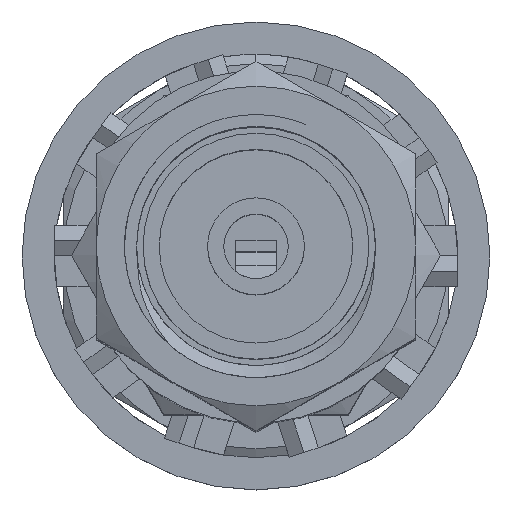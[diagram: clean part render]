
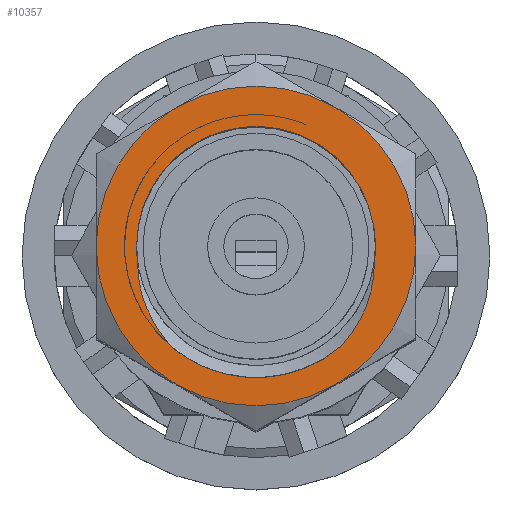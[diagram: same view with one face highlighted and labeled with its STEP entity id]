
A CAD part, top view. The second image highlights one B-rep face of the part: STEP entity #10357.
In plain terms, the highlighted planar face has unit normal (0, 0, 1).
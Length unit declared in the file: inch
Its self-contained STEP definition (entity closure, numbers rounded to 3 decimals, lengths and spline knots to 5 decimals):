
#105 = CARTESIAN_POINT ( 'NONE',  ( -0.04185, -0.04865, 0.50984 ) ) ;
#189 = VERTEX_POINT ( 'NONE', #9684 ) ;
#198 = FACE_OUTER_BOUND ( 'NONE', #2181, .T. ) ;
#250 = ORIENTED_EDGE ( 'NONE', *, *, #676, .T. ) ;
#259 = VERTEX_POINT ( 'NONE', #7529 ) ;
#306 = DIRECTION ( 'NONE',  ( 1., 0., 0. ) ) ;
#330 = EDGE_LOOP ( 'NONE', ( #9846, #3837, #8846, #8764, #1848, #8800 ) ) ;
#553 = VERTEX_POINT ( 'NONE', #9237 ) ;
#676 = EDGE_CURVE ( 'NONE', #9138, #259, #7026, .T. ) ;
#818 = AXIS2_PLACEMENT_3D ( 'NONE', #8048, #11960, #8173 ) ;
#942 = CIRCLE ( 'NONE', #2368, 0.05827 ) ;
#1073 = VERTEX_POINT ( 'NONE', #5174 ) ;
#1271 = CARTESIAN_POINT ( 'NONE',  ( 0., 0., 0.50984 ) ) ;
#1387 = DIRECTION ( 'NONE',  ( 0., 0., 1. ) ) ;
#1510 = DIRECTION ( 'NONE',  ( 1., 0., 0. ) ) ;
#1599 = CARTESIAN_POINT ( 'NONE',  ( -0.04185, -0.04865, 0.50984 ) ) ;
#1642 = EDGE_CURVE ( 'NONE', #1073, #189, #942, .T. ) ;
#1848 = ORIENTED_EDGE ( 'NONE', *, *, #9490, .F. ) ;
#1931 = EDGE_CURVE ( 'NONE', #6628, #5192, #11543, .T. ) ;
#1973 = CIRCLE ( 'NONE', #11542, 0.078 ) ;
#2175 = DIRECTION ( 'NONE',  ( 0., 0., 1. ) ) ;
#2181 = EDGE_LOOP ( 'NONE', ( #250, #6039, #8571, #10923, #8799, #7788 ) ) ;
#2278 = AXIS2_PLACEMENT_3D ( 'NONE', #7367, #4483, #1510 ) ;
#2309 = B_SPLINE_CURVE_WITH_KNOTS ( 'NONE', 3,
 ( #12256, #2616, #10330, #12443, #5660, #5537, #7513, #12379, #3505, #1599 ),
 .UNSPECIFIED., .F., .F.,
 ( 4, 2, 2, 2, 4 ),
 ( 0., 0.00058, 0.00116, 0.00174, 0.00232 ),
 .UNSPECIFIED. ) ;
#2362 = AXIS2_PLACEMENT_3D ( 'NONE', #4328, #7276, #12511 ) ;
#2368 = AXIS2_PLACEMENT_3D ( 'NONE', #2815, #9752, #6804 ) ;
#2616 = CARTESIAN_POINT ( 'NONE',  ( 0.03604, -0.05364, 0.50984 ) ) ;
#2815 = CARTESIAN_POINT ( 'NONE',  ( 0., 0., 0.50984 ) ) ;
#2856 = VERTEX_POINT ( 'NONE', #11142 ) ;
#3126 = PLANE ( 'NONE',  #5085 ) ;
#3134 = AXIS2_PLACEMENT_3D ( 'NONE', #11037, #7259, #10060 ) ;
#3149 = CIRCLE ( 'NONE', #12527, 0.078 ) ;
#3202 = CARTESIAN_POINT ( 'NONE',  ( -0.04185, -0.04865, 0.50984 ) ) ;
#3210 = CARTESIAN_POINT ( 'NONE',  ( 0.05791, -0.01508, 0.50984 ) ) ;
#3294 = CARTESIAN_POINT ( 'NONE',  ( -0.039, -0.06755, 0.50984 ) ) ;
#3321 = CARTESIAN_POINT ( 'NONE',  ( -0.0469, -0.043, 0.50984 ) ) ;
#3387 = CARTESIAN_POINT ( 'NONE',  ( -0.0565, -0.02261, 0.50984 ) ) ;
#3402 = VERTEX_POINT ( 'NONE', #12207 ) ;
#3505 = CARTESIAN_POINT ( 'NONE',  ( -0.03604, -0.05364, 0.50984 ) ) ;
#3724 = EDGE_CURVE ( 'NONE', #189, #2856, #6181, .T. ) ;
#3837 = ORIENTED_EDGE ( 'NONE', *, *, #9032, .T. ) ;
#3958 = DIRECTION ( 'NONE',  ( 1., 0., 0. ) ) ;
#4021 = CIRCLE ( 'NONE', #11160, 0.078 ) ;
#4161 = CARTESIAN_POINT ( 'NONE',  ( 0.05649, -0.02263, 0.50984 ) ) ;
#4285 = CARTESIAN_POINT ( 'NONE',  ( 0.05093, -0.03652, 0.50984 ) ) ;
#4328 = CARTESIAN_POINT ( 'NONE',  ( 0., 0., 0.50984 ) ) ;
#4483 = DIRECTION ( 'NONE',  ( 0., 0., 1. ) ) ;
#4595 = AXIS2_PLACEMENT_3D ( 'NONE', #5095, #8983, #8029 ) ;
#4852 = B_SPLINE_CURVE_WITH_KNOTS ( 'NONE', 3,
 ( #6075, #3210, #4161, #4285, #7098, #10027 ),
 .UNSPECIFIED., .F., .F.,
 ( 4, 2, 4 ),
 ( 0., 0.00057, 0.00115 ),
 .UNSPECIFIED. ) ;
#4858 = CIRCLE ( 'NONE', #818, 0.05827 ) ;
#5085 = AXIS2_PLACEMENT_3D ( 'NONE', #10919, #2175, #10982 ) ;
#5095 = CARTESIAN_POINT ( 'NONE',  ( 0., 0., 0.50984 ) ) ;
#5132 = DIRECTION ( 'NONE',  ( 0., 0., 1. ) ) ;
#5174 = CARTESIAN_POINT ( 'NONE',  ( 0.05778, -0.00749, 0.50984 ) ) ;
#5192 = VERTEX_POINT ( 'NONE', #7701 ) ;
#5297 = CARTESIAN_POINT ( 'NONE',  ( -0.05778, -0.00749, 0.50984 ) ) ;
#5356 = CARTESIAN_POINT ( 'NONE',  ( 0.039, 0.06755, 0.50984 ) ) ;
#5366 = EDGE_CURVE ( 'NONE', #11110, #6628, #11639, .T. ) ;
#5537 = CARTESIAN_POINT ( 'NONE',  ( -0.00755, -0.06417, 0.50984 ) ) ;
#5660 = CARTESIAN_POINT ( 'NONE',  ( 0.00755, -0.06417, 0.50984 ) ) ;
#6039 = ORIENTED_EDGE ( 'NONE', *, *, #6769, .T. ) ;
#6075 = CARTESIAN_POINT ( 'NONE',  ( 0.05778, -0.00749, 0.50984 ) ) ;
#6181 = CIRCLE ( 'NONE', #3134, 0.05827 ) ;
#6355 = VERTEX_POINT ( 'NONE', #105 ) ;
#6628 = VERTEX_POINT ( 'NONE', #8604 ) ;
#6769 = EDGE_CURVE ( 'NONE', #259, #11110, #1973, .T. ) ;
#6804 = DIRECTION ( 'NONE',  ( 1., 0., 0. ) ) ;
#7009 = EDGE_CURVE ( 'NONE', #553, #6355, #2309, .T. ) ;
#7026 = CIRCLE ( 'NONE', #2362, 0.078 ) ;
#7086 = CARTESIAN_POINT ( 'NONE',  ( -0.05791, -0.01508, 0.50984 ) ) ;
#7098 = CARTESIAN_POINT ( 'NONE',  ( 0.04689, -0.043, 0.50984 ) ) ;
#7208 = CARTESIAN_POINT ( 'NONE',  ( -0.05094, -0.0365, 0.50984 ) ) ;
#7259 = DIRECTION ( 'NONE',  ( 0., 0., 1. ) ) ;
#7276 = DIRECTION ( 'NONE',  ( 0., 0., 1. ) ) ;
#7367 = CARTESIAN_POINT ( 'NONE',  ( 0., 0., 0.50984 ) ) ;
#7513 = CARTESIAN_POINT ( 'NONE',  ( -0.01519, -0.0628, 0.50984 ) ) ;
#7529 = CARTESIAN_POINT ( 'NONE',  ( 0.078, 0., 0.50984 ) ) ;
#7701 = CARTESIAN_POINT ( 'NONE',  ( -0.078, 0., 0.50984 ) ) ;
#7773 = EDGE_CURVE ( 'NONE', #10786, #9138, #4021, .T. ) ;
#7788 = ORIENTED_EDGE ( 'NONE', *, *, #7773, .T. ) ;
#7967 = CARTESIAN_POINT ( 'NONE',  ( 0., 0., 0.50984 ) ) ;
#8029 = DIRECTION ( 'NONE',  ( 1., 0., 0. ) ) ;
#8048 = CARTESIAN_POINT ( 'NONE',  ( 0., 0., 0.50984 ) ) ;
#8173 = DIRECTION ( 'NONE',  ( 1., 0., 0. ) ) ;
#8184 = DIRECTION ( 'NONE',  ( 1., 0., 0. ) ) ;
#8571 = ORIENTED_EDGE ( 'NONE', *, *, #5366, .T. ) ;
#8604 = CARTESIAN_POINT ( 'NONE',  ( -0.039, 0.06755, 0.50984 ) ) ;
#8764 = ORIENTED_EDGE ( 'NONE', *, *, #9947, .T. ) ;
#8799 = ORIENTED_EDGE ( 'NONE', *, *, #10798, .T. ) ;
#8800 = ORIENTED_EDGE ( 'NONE', *, *, #3724, .F. ) ;
#8846 = ORIENTED_EDGE ( 'NONE', *, *, #7009, .T. ) ;
#8983 = DIRECTION ( 'NONE',  ( 0., 0., 1. ) ) ;
#9032 = EDGE_CURVE ( 'NONE', #1073, #553, #4852, .T. ) ;
#9138 = VERTEX_POINT ( 'NONE', #9436 ) ;
#9237 = CARTESIAN_POINT ( 'NONE',  ( 0.04185, -0.04865, 0.50984 ) ) ;
#9436 = CARTESIAN_POINT ( 'NONE',  ( 0.039, -0.06755, 0.50984 ) ) ;
#9490 = EDGE_CURVE ( 'NONE', #2856, #3402, #4858, .T. ) ;
#9625 = DIRECTION ( 'NONE',  ( 0., 0., 1. ) ) ;
#9684 = CARTESIAN_POINT ( 'NONE',  ( 0.05827, 0., 0.50984 ) ) ;
#9752 = DIRECTION ( 'NONE',  ( 0., 0., 1. ) ) ;
#9846 = ORIENTED_EDGE ( 'NONE', *, *, #1642, .F. ) ;
#9947 = EDGE_CURVE ( 'NONE', #6355, #3402, #11246, .T. ) ;
#10027 = CARTESIAN_POINT ( 'NONE',  ( 0.04185, -0.04865, 0.50984 ) ) ;
#10060 = DIRECTION ( 'NONE',  ( 1., 0., 0. ) ) ;
#10103 = CARTESIAN_POINT ( 'NONE',  ( 0., 0., 0.50984 ) ) ;
#10330 = CARTESIAN_POINT ( 'NONE',  ( 0.02936, -0.05756, 0.50984 ) ) ;
#10357 = ADVANCED_FACE ( 'NONE', ( #198, #11869 ), #3126, .T. ) ;
#10786 = VERTEX_POINT ( 'NONE', #3294 ) ;
#10798 = EDGE_CURVE ( 'NONE', #5192, #10786, #3149, .T. ) ;
#10919 = CARTESIAN_POINT ( 'NONE',  ( 0., 0., 0.50984 ) ) ;
#10923 = ORIENTED_EDGE ( 'NONE', *, *, #1931, .T. ) ;
#10982 = DIRECTION ( 'NONE',  ( 1., 0., 0. ) ) ;
#11037 = CARTESIAN_POINT ( 'NONE',  ( 0., 0., 0.50984 ) ) ;
#11110 = VERTEX_POINT ( 'NONE', #5356 ) ;
#11142 = CARTESIAN_POINT ( 'NONE',  ( -0.05827, 0., 0.50984 ) ) ;
#11160 = AXIS2_PLACEMENT_3D ( 'NONE', #10103, #1387, #8184 ) ;
#11246 = B_SPLINE_CURVE_WITH_KNOTS ( 'NONE', 3,
 ( #3202, #3321, #7208, #3387, #7086, #5297 ),
 .UNSPECIFIED., .F., .F.,
 ( 4, 2, 4 ),
 ( 0., 0.00057, 0.00115 ),
 .UNSPECIFIED. ) ;
#11542 = AXIS2_PLACEMENT_3D ( 'NONE', #7967, #9625, #3958 ) ;
#11543 = CIRCLE ( 'NONE', #4595, 0.078 ) ;
#11639 = CIRCLE ( 'NONE', #2278, 0.078 ) ;
#11869 = FACE_BOUND ( 'NONE', #330, .T. ) ;
#11960 = DIRECTION ( 'NONE',  ( 0., 0., 1. ) ) ;
#12207 = CARTESIAN_POINT ( 'NONE',  ( -0.05778, -0.00749, 0.50984 ) ) ;
#12256 = CARTESIAN_POINT ( 'NONE',  ( 0.04185, -0.04865, 0.50984 ) ) ;
#12379 = CARTESIAN_POINT ( 'NONE',  ( -0.02936, -0.05756, 0.50984 ) ) ;
#12443 = CARTESIAN_POINT ( 'NONE',  ( 0.0152, -0.0628, 0.50984 ) ) ;
#12511 = DIRECTION ( 'NONE',  ( 1., 0., 0. ) ) ;
#12527 = AXIS2_PLACEMENT_3D ( 'NONE', #1271, #5132, #306 ) ;
